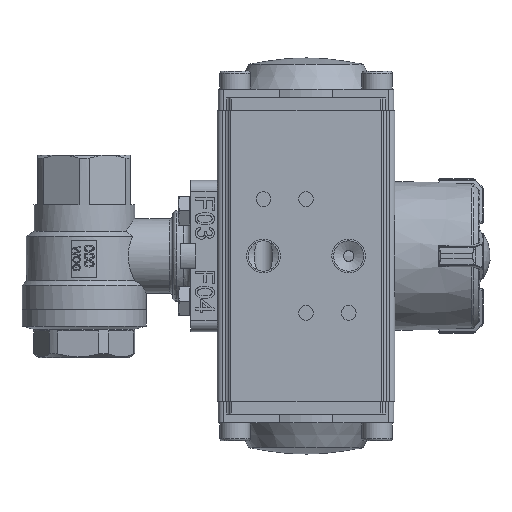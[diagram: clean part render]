
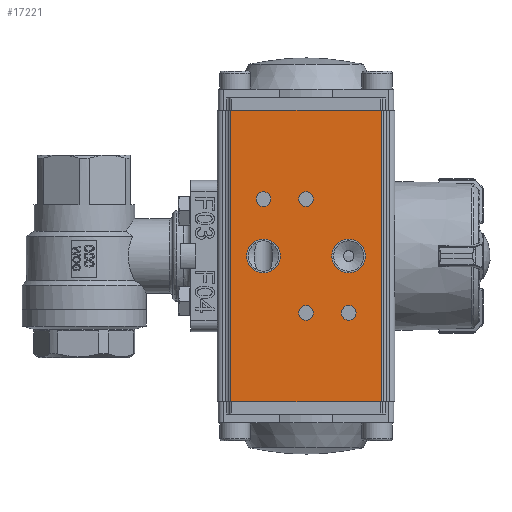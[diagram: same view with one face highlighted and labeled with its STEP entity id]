
A CAD part, front view. The second image highlights one B-rep face of the part: STEP entity #17221.
In plain terms, the highlighted face is planar.
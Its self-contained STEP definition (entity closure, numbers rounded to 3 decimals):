
#2083=LINE('',#46560,#3119);
#2087=LINE('',#46570,#3123);
#2088=LINE('',#46572,#3124);
#2089=LINE('',#46574,#3125);
#3119=VECTOR('',#22181,1000.);
#3123=VECTOR('',#22191,1000.);
#3124=VECTOR('',#22192,1000.);
#3125=VECTOR('',#22193,1000.);
#6436=ORIENTED_EDGE('',*,*,#9845,.F.);
#6437=ORIENTED_EDGE('',*,*,#9846,.F.);
#6438=ORIENTED_EDGE('',*,*,#9847,.T.);
#6439=ORIENTED_EDGE('',*,*,#9840,.T.);
#6440=ORIENTED_EDGE('',*,*,#9732,.T.);
#6441=ORIENTED_EDGE('',*,*,#9734,.T.);
#6442=ORIENTED_EDGE('',*,*,#9797,.T.);
#6443=ORIENTED_EDGE('',*,*,#9795,.T.);
#6444=ORIENTED_EDGE('',*,*,#9793,.T.);
#6445=ORIENTED_EDGE('',*,*,#9791,.T.);
#9732=EDGE_CURVE('',#11721,#11721,#12733,.T.);
#9734=EDGE_CURVE('',#11723,#11723,#12735,.T.);
#9791=EDGE_CURVE('',#11778,#11778,#12784,.T.);
#9793=EDGE_CURVE('',#11780,#11780,#12786,.T.);
#9795=EDGE_CURVE('',#11782,#11782,#12788,.T.);
#9797=EDGE_CURVE('',#11784,#11784,#12790,.T.);
#9840=EDGE_CURVE('',#11816,#11815,#2083,.T.);
#9845=EDGE_CURVE('',#11819,#11815,#2087,.T.);
#9846=EDGE_CURVE('',#11820,#11819,#2088,.T.);
#9847=EDGE_CURVE('',#11820,#11816,#2089,.T.);
#11721=VERTEX_POINT('',#46218);
#11723=VERTEX_POINT('',#46223);
#11778=VERTEX_POINT('',#46427);
#11780=VERTEX_POINT('',#46432);
#11782=VERTEX_POINT('',#46437);
#11784=VERTEX_POINT('',#46442);
#11815=VERTEX_POINT('',#46559);
#11816=VERTEX_POINT('',#46561);
#11819=VERTEX_POINT('',#46571);
#11820=VERTEX_POINT('',#46573);
#12733=CIRCLE('',#18777,2.067);
#12735=CIRCLE('',#18780,2.067);
#12784=CIRCLE('',#18856,4.765);
#12786=CIRCLE('',#18859,4.765);
#12788=CIRCLE('',#18862,2.067);
#12790=CIRCLE('',#18865,2.067);
#14024=EDGE_LOOP('',(#6436,#6437,#6438,#6439));
#14025=EDGE_LOOP('',(#6440));
#14026=EDGE_LOOP('',(#6441));
#14027=EDGE_LOOP('',(#6442));
#14028=EDGE_LOOP('',(#6443));
#14029=EDGE_LOOP('',(#6444));
#14030=EDGE_LOOP('',(#6445));
#15475=FACE_BOUND('',#14024,.T.);
#15476=FACE_BOUND('',#14025,.T.);
#15477=FACE_BOUND('',#14026,.T.);
#15478=FACE_BOUND('',#14027,.T.);
#15479=FACE_BOUND('',#14028,.T.);
#15480=FACE_BOUND('',#14029,.T.);
#15481=FACE_BOUND('',#14030,.T.);
#16391=PLANE('',#18927);
#17221=ADVANCED_FACE('',(#15475,#15476,#15477,#15478,#15479,#15480,#15481),
#16391,.F.);
#18777=AXIS2_PLACEMENT_3D('',#46217,#21858,#21859);
#18780=AXIS2_PLACEMENT_3D('',#46222,#21864,#21865);
#18856=AXIS2_PLACEMENT_3D('',#46426,#22016,#22017);
#18859=AXIS2_PLACEMENT_3D('',#46431,#22022,#22023);
#18862=AXIS2_PLACEMENT_3D('',#46436,#22028,#22029);
#18865=AXIS2_PLACEMENT_3D('',#46441,#22034,#22035);
#18927=AXIS2_PLACEMENT_3D('',#46569,#22189,#22190);
#21858=DIRECTION('',(-1.,0.,0.));
#21859=DIRECTION('',(0.,0.,1.));
#21864=DIRECTION('',(-1.,0.,0.));
#21865=DIRECTION('',(0.,0.,1.));
#22016=DIRECTION('',(-1.,0.,0.));
#22017=DIRECTION('',(0.,0.,1.));
#22022=DIRECTION('',(-1.,0.,0.));
#22023=DIRECTION('',(0.,0.,1.));
#22028=DIRECTION('',(-1.,0.,0.));
#22029=DIRECTION('',(0.,0.,1.));
#22034=DIRECTION('',(-1.,0.,0.));
#22035=DIRECTION('',(0.,0.,1.));
#22181=DIRECTION('',(0.,0.,1.));
#22189=DIRECTION('',(-1.,0.,0.));
#22190=DIRECTION('',(0.,0.,1.));
#22191=DIRECTION('',(0.,1.,0.));
#22192=DIRECTION('',(0.,0.,1.));
#22193=DIRECTION('',(0.,1.,0.));
#46217=CARTESIAN_POINT('',(27.,-12.,16.));
#46218=CARTESIAN_POINT('',(27.,-12.,18.067));
#46222=CARTESIAN_POINT('',(27.,0.,16.));
#46223=CARTESIAN_POINT('',(27.,0.,18.067));
#46426=CARTESIAN_POINT('',(27.,12.,0.));
#46427=CARTESIAN_POINT('',(27.,12.,4.765));
#46431=CARTESIAN_POINT('',(27.,-12.,0.));
#46432=CARTESIAN_POINT('',(27.,-12.,4.765));
#46436=CARTESIAN_POINT('',(27.,0.,-16.));
#46437=CARTESIAN_POINT('',(27.,0.,-13.933));
#46441=CARTESIAN_POINT('',(27.,12.,-16.));
#46442=CARTESIAN_POINT('',(27.,12.,-13.933));
#46559=CARTESIAN_POINT('',(27.,21.25,41.));
#46560=CARTESIAN_POINT('',(27.,21.25,0.));
#46561=CARTESIAN_POINT('',(27.,21.25,-41.));
#46569=CARTESIAN_POINT('',(27.,21.75,0.));
#46570=CARTESIAN_POINT('',(27.,0.,41.));
#46571=CARTESIAN_POINT('',(27.,-21.25,41.));
#46572=CARTESIAN_POINT('',(27.,-21.25,0.));
#46573=CARTESIAN_POINT('',(27.,-21.25,-41.));
#46574=CARTESIAN_POINT('',(27.,0.,-41.));
